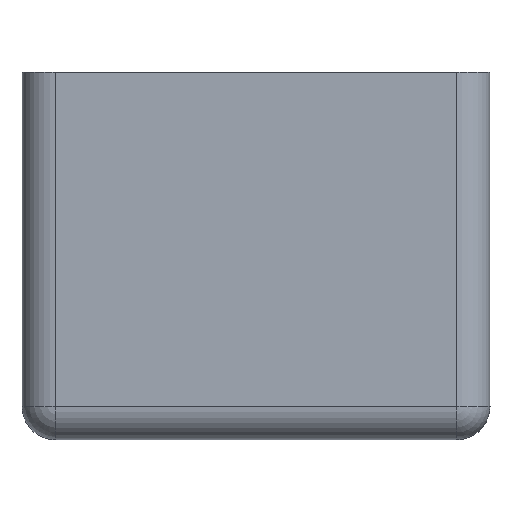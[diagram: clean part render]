
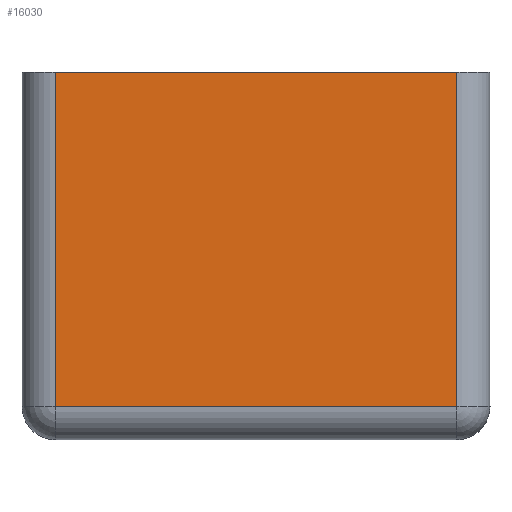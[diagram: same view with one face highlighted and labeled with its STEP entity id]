
A CAD part, front view. The second image highlights one B-rep face of the part: STEP entity #16030.
In plain terms, the highlighted face is planar.
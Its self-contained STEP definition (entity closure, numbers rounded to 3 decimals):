
#525 = DIRECTION ( 'NONE',  ( 0., 1., 0. ) ) ;
#631 = ORIENTED_EDGE ( 'NONE', *, *, #16969, .T. ) ;
#1126 = EDGE_LOOP ( 'NONE', ( #16186, #20082, #30081, #631 ) ) ;
#1231 = CARTESIAN_POINT ( 'NONE',  ( 59., 30., 50. ) ) ;
#3933 = CARTESIAN_POINT ( 'NONE',  ( 59., -35., 50. ) ) ;
#4511 = VECTOR ( 'NONE', #16022, 1000. ) ;
#4882 = LINE ( 'NONE', #20581, #4511 ) ;
#4971 = VERTEX_POINT ( 'NONE', #6027 ) ;
#5078 = LINE ( 'NONE', #13734, #14188 ) ;
#6027 = CARTESIAN_POINT ( 'NONE',  ( 59., -30., 50. ) ) ;
#6152 = DIRECTION ( 'NONE',  ( 0., 1., 0. ) ) ;
#6369 = EDGE_CURVE ( 'NONE', #27173, #21195, #13491, .T. ) ;
#6729 = VERTEX_POINT ( 'NONE', #1231 ) ;
#8208 = DIRECTION ( 'NONE',  ( -1., 0., 0. ) ) ;
#9867 = VECTOR ( 'NONE', #525, 1000. ) ;
#10188 = AXIS2_PLACEMENT_3D ( 'NONE', #17570, #8208, #24441 ) ;
#13491 = LINE ( 'NONE', #25644, #9867 ) ;
#13734 = CARTESIAN_POINT ( 'NONE',  ( 59., 30., 50. ) ) ;
#14188 = VECTOR ( 'NONE', #30020, 1000. ) ;
#14692 = CARTESIAN_POINT ( 'NONE',  ( 59., -30., 0. ) ) ;
#16022 = DIRECTION ( 'NONE',  ( 0., 0., -1. ) ) ;
#16030 = ADVANCED_FACE ( 'NONE', ( #24913 ), #20245, .F. ) ;
#16186 = ORIENTED_EDGE ( 'NONE', *, *, #18330, .F. ) ;
#16935 = VECTOR ( 'NONE', #6152, 1000. ) ;
#16969 = EDGE_CURVE ( 'NONE', #21195, #6729, #5078, .T. ) ;
#17570 = CARTESIAN_POINT ( 'NONE',  ( 59., -35., 50. ) ) ;
#18330 = EDGE_CURVE ( 'NONE', #4971, #6729, #23785, .T. ) ;
#18962 = CARTESIAN_POINT ( 'NONE',  ( 59., 30., 0. ) ) ;
#20082 = ORIENTED_EDGE ( 'NONE', *, *, #25735, .T. ) ;
#20245 = PLANE ( 'NONE',  #10188 ) ;
#20581 = CARTESIAN_POINT ( 'NONE',  ( 59., -30., 50. ) ) ;
#21195 = VERTEX_POINT ( 'NONE', #18962 ) ;
#23785 = LINE ( 'NONE', #3933, #16935 ) ;
#24441 = DIRECTION ( 'NONE',  ( 0., 0., 1. ) ) ;
#24913 = FACE_OUTER_BOUND ( 'NONE', #1126, .T. ) ;
#25644 = CARTESIAN_POINT ( 'NONE',  ( 59., -35., 0. ) ) ;
#25735 = EDGE_CURVE ( 'NONE', #4971, #27173, #4882, .T. ) ;
#27173 = VERTEX_POINT ( 'NONE', #14692 ) ;
#30020 = DIRECTION ( 'NONE',  ( 0., 0., 1. ) ) ;
#30081 = ORIENTED_EDGE ( 'NONE', *, *, #6369, .T. ) ;
